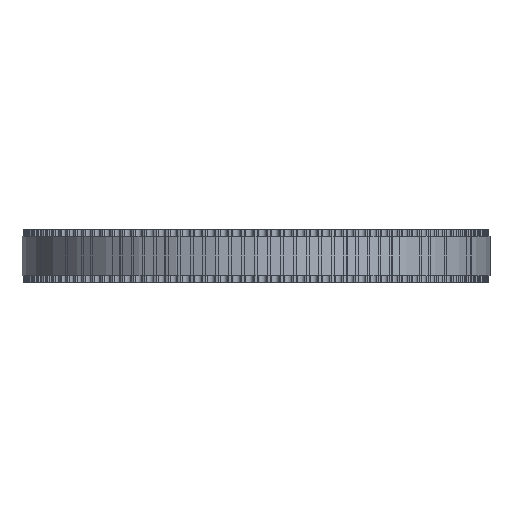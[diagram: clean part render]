
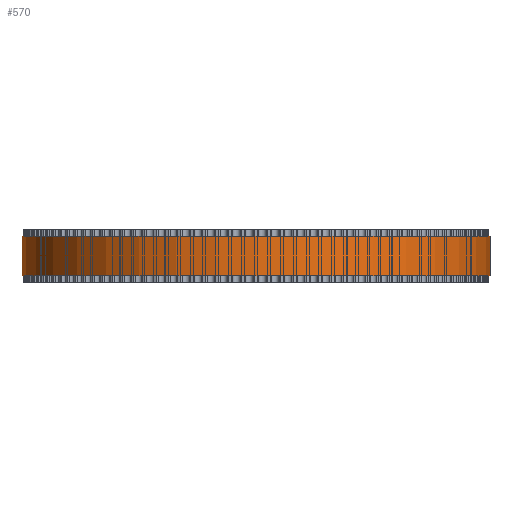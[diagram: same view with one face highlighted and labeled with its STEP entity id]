
A CAD part, front view. The second image highlights one B-rep face of the part: STEP entity #570.
In plain terms, the highlighted cylindrical face has radius 35.651 mm (diameter 71.301 mm), a full revolution.
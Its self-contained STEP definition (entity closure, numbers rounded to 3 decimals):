
#97=FACE_BOUND('',#1920,.T.);
#98=FACE_BOUND('',#1921,.T.);
#570=ADVANCED_FACE('',(#97,#98),#1019,.T.);
#1019=CYLINDRICAL_SURFACE('',#9999,35.651);
#1920=EDGE_LOOP('',(#5506));
#1921=EDGE_LOOP('',(#5507));
#5506=ORIENTED_EDGE('',*,*,#7750,.T.);
#5507=ORIENTED_EDGE('',*,*,#7751,.T.);
#6404=VERTEX_POINT('',#15840);
#6405=VERTEX_POINT('',#15842);
#7750=EDGE_CURVE('',#6404,#6404,#8648,.T.);
#7751=EDGE_CURVE('',#6405,#6405,#8649,.T.);
#8648=CIRCLE('',#9997,35.651);
#8649=CIRCLE('',#9998,35.651);
#9997=AXIS2_PLACEMENT_3D('',#15839,#13142,#13143);
#9998=AXIS2_PLACEMENT_3D('',#15841,#13144,#13145);
#9999=AXIS2_PLACEMENT_3D('',#15843,#13146,#13147);
#13142=DIRECTION('',(0.,0.,1.));
#13143=DIRECTION('',(1.,0.,0.));
#13144=DIRECTION('',(0.,0.,-1.));
#13145=DIRECTION('',(1.,0.,0.));
#13146=DIRECTION('',(0.,0.,1.));
#13147=DIRECTION('',(1.,0.,0.));
#15839=CARTESIAN_POINT('',(0.,0.,1.));
#15840=CARTESIAN_POINT('',(35.651,0.,1.));
#15841=CARTESIAN_POINT('',(0.,0.,7.));
#15842=CARTESIAN_POINT('',(35.651,0.,7.));
#15843=CARTESIAN_POINT('',(0.,0.,1.));
